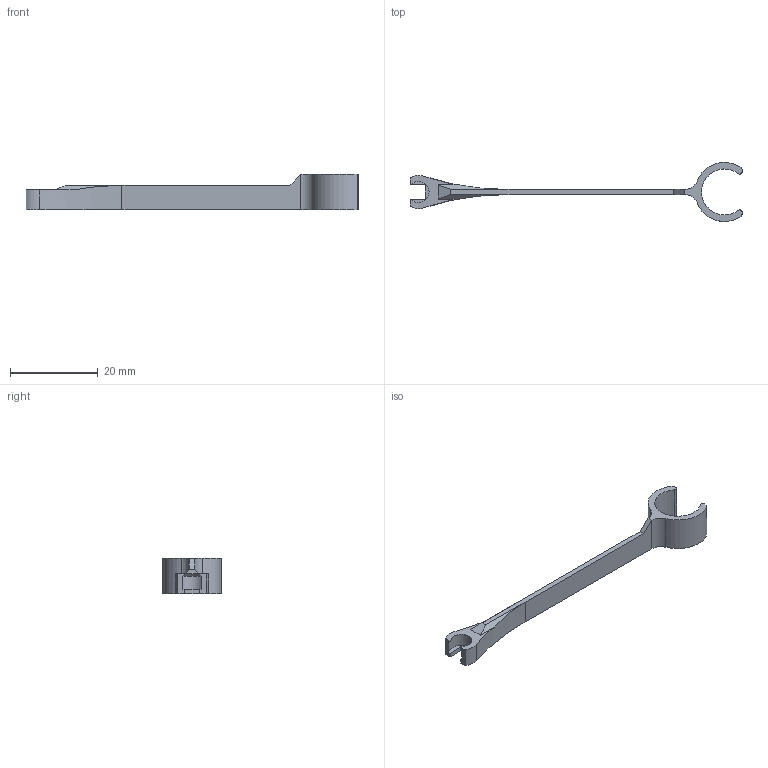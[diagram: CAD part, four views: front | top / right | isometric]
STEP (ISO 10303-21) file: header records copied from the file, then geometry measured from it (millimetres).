
FILE_DESCRIPTION (( 'STEP AP203' ), '1' );
FILE_NAME ('palette montage petits roulements.STEP', '2016-09-13T09:23:34', ( '' ), ( '' ), 'SwSTEP 2.0', 'SolidWorks 2016', '' );
FILE_SCHEMA (( 'CONFIG_CONTROL_DESIGN' ));
Length unit declared in the file: millimetre
Products named in the file (1): palette montage petits roulements
Bounding box: 75.82 x 13.48 x 8 mm (x, y, z)
Volume: 943.3 mm3; surface area: 1559.6 mm2
Topology: 1 solids, 1 shells, 37 faces, 101 edges, 66 vertices
Faces by surface type: plane 20, cylinder 15, cone 2
Entity records: 1257 total; most frequent: CARTESIAN_POINT 223, DIRECTION 204, ORIENTED_EDGE 202, EDGE_CURVE 101, AXIS2_PLACEMENT_3D 71, VERTEX_POINT 66, VECTOR 62, LINE 62
